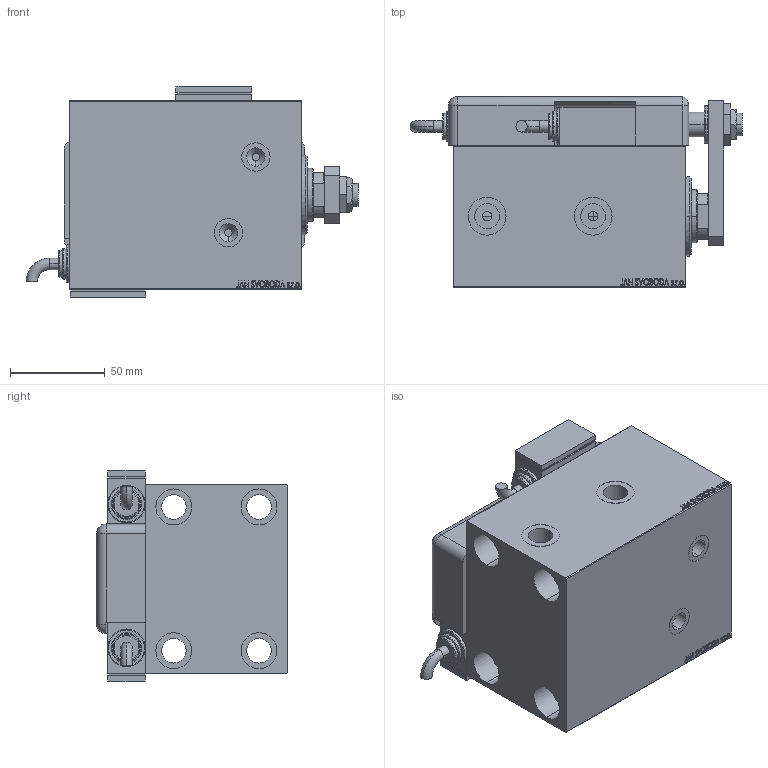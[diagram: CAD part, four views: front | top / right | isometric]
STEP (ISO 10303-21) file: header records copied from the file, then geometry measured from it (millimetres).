
FILE_DESCRIPTION (( 'STEP AP203' ), '1' );
FILE_NAME ('e7cc.STEP', '2022-04-17T15:46:34', ( '' ), ( '' ), 'SwSTEP 2.0', 'SolidWorks 2019', '' );
FILE_SCHEMA (( 'CONFIG_CONTROL_DESIGN' ));
Length unit declared in the file: millimetre
Products named in the file (13): KRYT 42ac904c7b888046544b58be6bd0e2bf; V450CP_C 42ac904c7b888046544b58be6bd0e2bf; V450CP_B_VCP 42ac904c7b888046544b58be6bd0e2bf; MAGNETIC SWITCH Q 42ac904c7b888046544b58be6bd0e2bf; e7cc; TYC 42ac904c7b888046544b58be6bd0e2bf; SWITCH_Q_FRONT_BACK 42ac904c7b888046544b58be6bd0e2bf; NUT_D19 42ac904c7b888046544b58be6bd0e2bf; ZARAZKA_Q 42ac904c7b888046544b58be6bd0e2bf; V450CP_VC_B 42ac904c7b888046544b58be6bd0e2bf; SWITCH DIM A_G 42ac904c7b888046544b58be6bd0e2bf; SWITCH Q 42ac904c7b888046544b58be6bd0e2bf; NUT_D13 42ac904c7b888046544b58be6bd0e2bf
Assembly tree (13 placements, depth 3):
  e7cc
    V450CP_C 42ac904c7b888046544b58be6bd0e2bf
    MAGNETIC SWITCH Q 42ac904c7b888046544b58be6bd0e2bf
      SWITCH_Q_FRONT_BACK 42ac904c7b888046544b58be6bd0e2bf
      TYC 42ac904c7b888046544b58be6bd0e2bf
      ZARAZKA_Q 42ac904c7b888046544b58be6bd0e2bf
      SWITCH DIM A_G 42ac904c7b888046544b58be6bd0e2bf
      NUT_D19 42ac904c7b888046544b58be6bd0e2bf
      NUT_D13 42ac904c7b888046544b58be6bd0e2bf
      KRYT 42ac904c7b888046544b58be6bd0e2bf
      SWITCH Q 42ac904c7b888046544b58be6bd0e2bf  x2
    V450CP_B_VCP 42ac904c7b888046544b58be6bd0e2bf
    V450CP_VC_B 42ac904c7b888046544b58be6bd0e2bf
Bounding box: 175.46 x 100.8 x 111 mm (x, y, z)
Volume: 950316.2 mm3; surface area: 193788.2 mm2
Topology: 13 solids, 13 shells, 1272 faces, 3217 edges, 2121 vertices
Faces by surface type: plane 620, bspline 471, cylinder 131, cone 26, torus 22, sphere 2
Entity records: 60494 total; most frequent: CARTESIAN_POINT 32328, ORIENTED_EDGE 6238, DIRECTION 4007, EDGE_CURVE 3119, VERTEX_POINT 2061, VECTOR 1847, LINE 1847, EDGE_LOOP 1410
